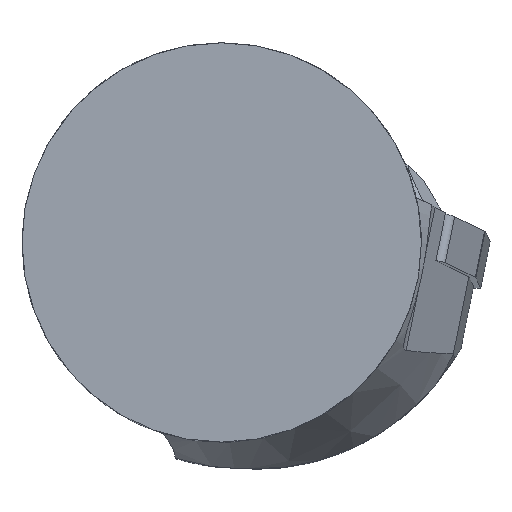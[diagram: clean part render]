
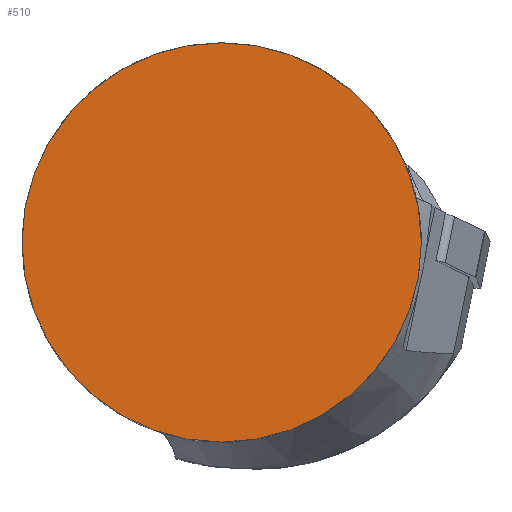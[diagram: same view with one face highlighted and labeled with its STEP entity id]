
A CAD part, top view. The second image highlights one B-rep face of the part: STEP entity #510.
In plain terms, the highlighted planar face has unit normal (0, 0, 1).
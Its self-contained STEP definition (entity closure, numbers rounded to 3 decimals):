
#510=ADVANCED_FACE('',(#643),#583,.T.);
#583=PLANE('',#1898);
#643=FACE_OUTER_BOUND('',#730,.T.);
#730=EDGE_LOOP('',(#1003));
#1003=ORIENTED_EDGE('',*,*,#1490,.T.);
#1321=VERTEX_POINT('',#2570);
#1490=EDGE_CURVE('',#1321,#1321,#1703,.T.);
#1703=CIRCLE('',#1837,20.);
#1837=AXIS2_PLACEMENT_3D('',#2569,#2043,#2044);
#1898=AXIS2_PLACEMENT_3D('',#2850,#2195,#2196);
#2043=DIRECTION('',(0.,0.,1.));
#2044=DIRECTION('',(1.,0.,0.));
#2195=DIRECTION('',(0.,0.,1.));
#2196=DIRECTION('',(1.,0.,0.));
#2569=CARTESIAN_POINT('',(0.,0.,0.));
#2570=CARTESIAN_POINT('',(20.,0.,0.));
#2850=CARTESIAN_POINT('',(0.,0.,0.));
